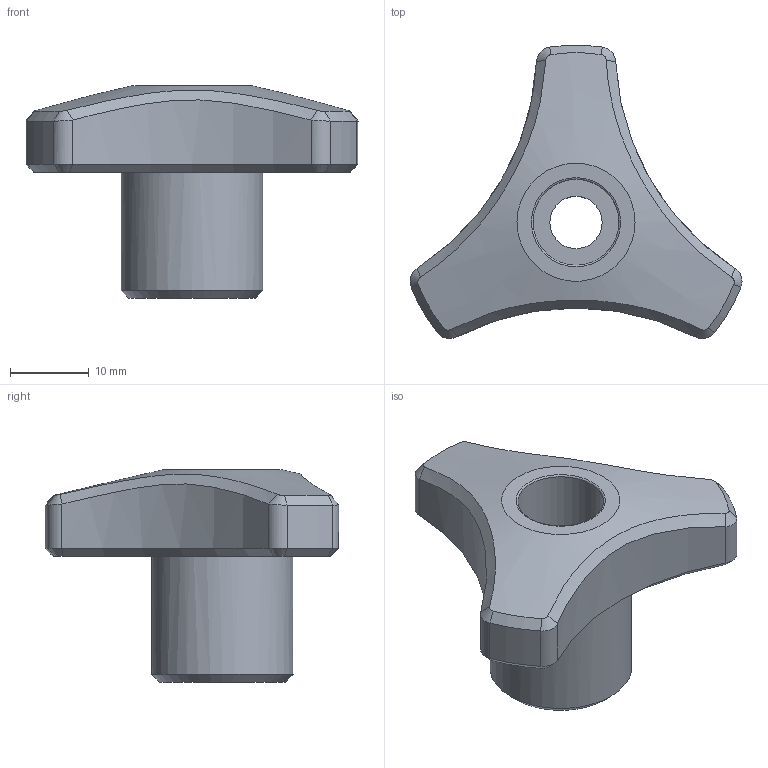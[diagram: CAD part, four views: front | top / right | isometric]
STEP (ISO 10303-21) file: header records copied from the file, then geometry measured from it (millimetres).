
FILE_DESCRIPTION( ( 'Unknown' ), '1' );
FILE_NAME( '7384010_V3_45B_FP_M08.stp', 'Unknown', ( 'Unknown' ), ( 'Unknown' ), 'PSStep 11.0', 'Unknown', ' ' );
FILE_SCHEMA( ( 'AUTOMOTIVE_DESIGN { 1 0 10303 214 1 1 1 1 }' ) );
Length unit declared in the file: millimetre
Products named in the file (1): 1
Bounding box: 42.15 x 37.24 x 27 mm (x, y, z)
Volume: 8396.6 mm3; surface area: 5223.4 mm2
Topology: 1 solids, 1 shells, 58 faces, 137 edges, 83 vertices
Faces by surface type: cylinder 24, cone 17, bspline 9, plane 7, torus 1
Full cylindrical faces by diameter (mm): 6.647 x1, 10.916 x1, 18 x1
Entity records: 2508 total; most frequent: CARTESIAN_POINT 772, DIRECTION 260, ORIENTED_EDGE 256, EDGE_CURVE 128, AXIS2_PLACEMENT_3D 112, VERTEX_POINT 80, EDGE_LOOP 68, FACE_OUTER_BOUND 62
